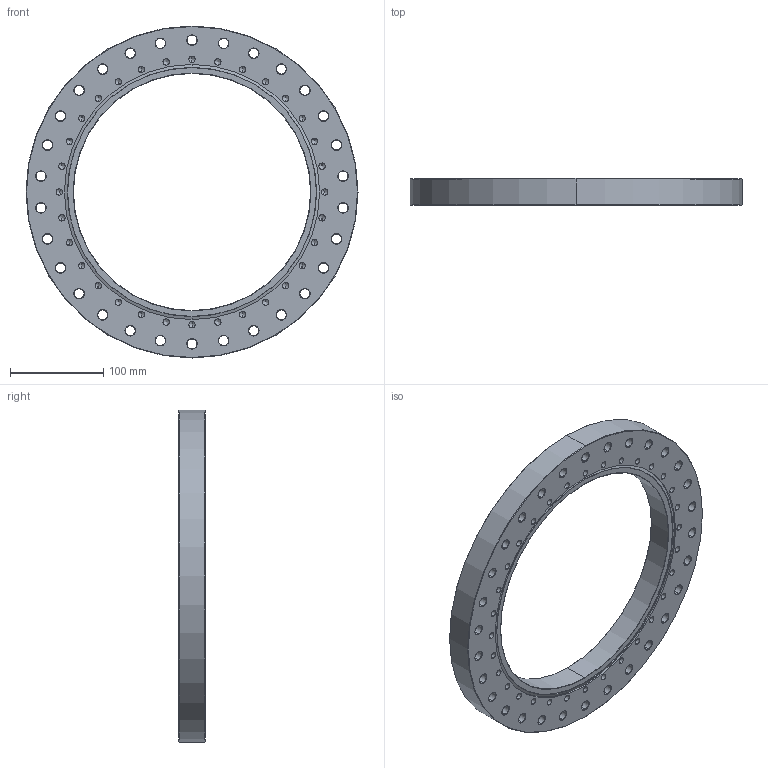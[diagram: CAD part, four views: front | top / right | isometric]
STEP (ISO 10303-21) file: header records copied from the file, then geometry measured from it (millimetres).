
FILE_DESCRIPTION (( 'STEP AP214' ), '1' );
FILE_NAME ('Hositrad_CFA300-250D.STEP', '2015-06-16T12:50:44', ( '' ), ( '' ), 'SwSTEP 2.0', 'SolidWorks 2015', '' );
FILE_SCHEMA (( 'AUTOMOTIVE_DESIGN' ));
Length unit declared in the file: millimetre
Products named in the file (1): Hositrad_CFA300-250D
Bounding box: 355.6 x 28.4 x 355.6 mm (x, y, z)
Volume: 1243310.3 mm3; surface area: 188904.5 mm2
Topology: 1 solids, 1 shells, 336 faces, 796 edges, 432 vertices
Faces by surface type: cone 200, cylinder 132, plane 4
Entity records: 10014 total; most frequent: DIRECTION 1806, CARTESIAN_POINT 1501, ORIENTED_EDGE 1464, AXIS2_PLACEMENT_3D 737, EDGE_CURVE 732, EDGE_LOOP 432, VERTEX_POINT 432, CIRCLE 400
